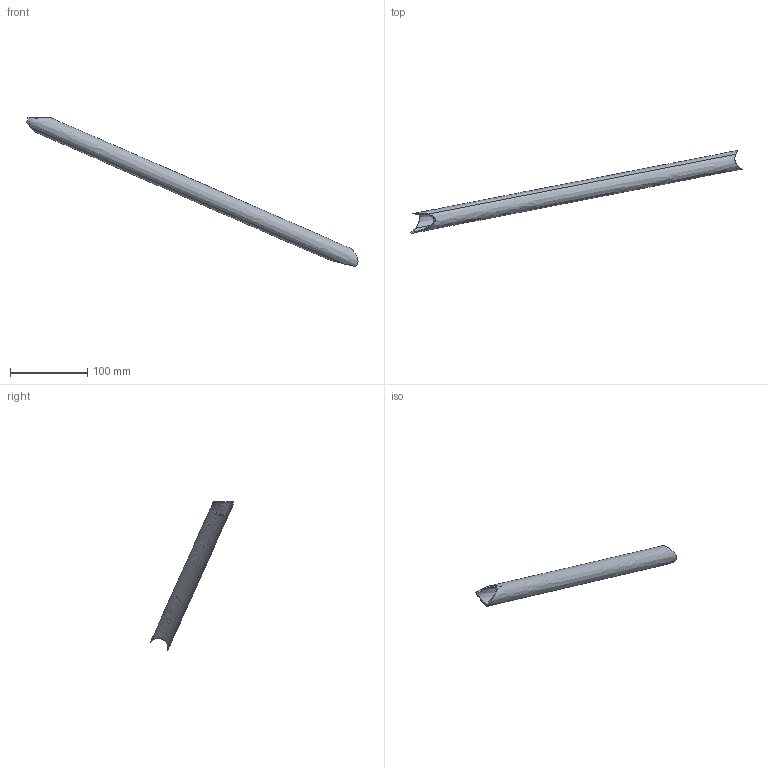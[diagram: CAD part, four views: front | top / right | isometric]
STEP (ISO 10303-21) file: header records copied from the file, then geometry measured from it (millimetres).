
FILE_DESCRIPTION(('CATIA V5 STEP Exchange'),'2;1');
FILE_NAME('8.stp','2017-12-23T17:51:33+00:00',('none'),('none'),'CATIA Version 5 Release 19 SP 2 (IN-10)','CATIA V5 STEP AP203','none');
FILE_SCHEMA(('CONFIG_CONTROL_DESIGN'));
Length unit declared in the file: millimetre
Products named in the file (1): Shape_919
Bounding box: 429.26 x 107.42 x 192.69 mm (x, y, z)
Volume: 48612.2 mm3; surface area: 65366.4 mm2
Topology: 1 solids, 1 shells, 13 faces, 40 edges, 27 vertices
Faces by surface type: extrusion 5, cylinder 4, bspline 4
Entity records: 958 total; most frequent: CARTESIAN_POINT 650, ORIENTED_EDGE 80, EDGE_CURVE 40, B_SPLINE_CURVE_WITH_KNOTS 35, VERTEX_POINT 27, DIRECTION 14, ADVANCED_FACE 13, EDGE_LOOP 13
